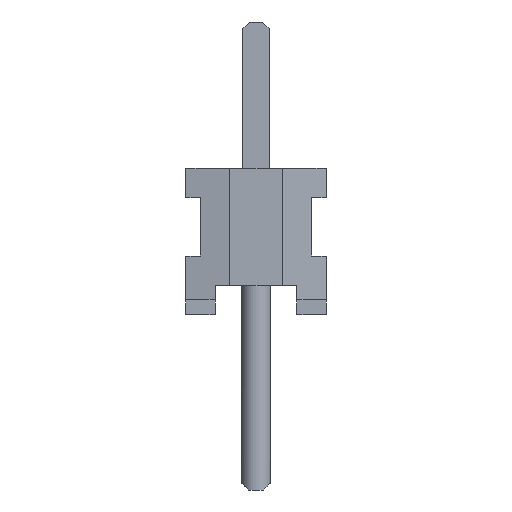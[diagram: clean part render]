
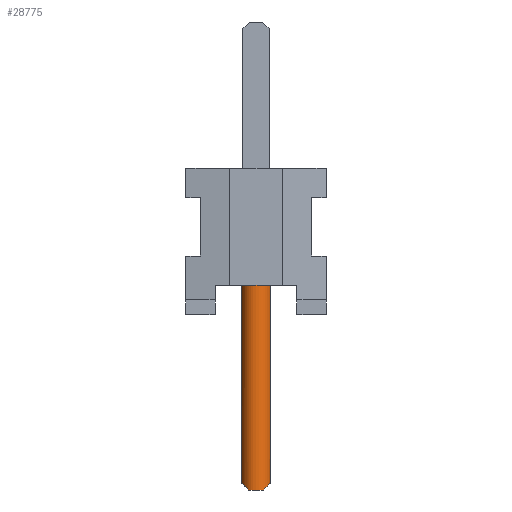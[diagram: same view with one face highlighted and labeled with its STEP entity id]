
A CAD part, left-side view. The second image highlights one B-rep face of the part: STEP entity #28775.
In plain terms, the highlighted cylindrical face has radius 0.254 mm (diameter 0.508 mm), a full revolution.
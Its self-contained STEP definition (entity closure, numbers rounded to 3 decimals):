
#27257 = EDGE_CURVE('',#27258,#27260,#27262,.T.);
#27258 = VERTEX_POINT('',#27259);
#27259 = CARTESIAN_POINT('',(-13.589,0.,1.27));
#27260 = VERTEX_POINT('',#27261);
#27261 = CARTESIAN_POINT('',(-13.115,0.127,1.27));
#27262 = CIRCLE('',#27263,0.254);
#27263 = AXIS2_PLACEMENT_3D('',#27264,#27265,#27266);
#27264 = CARTESIAN_POINT('',(-13.335,0.,1.27));
#27265 = DIRECTION('',(0.,0.,1.));
#27266 = DIRECTION('',(1.,0.,0.));
#27268 = EDGE_CURVE('',#27260,#27258,#27269,.T.);
#27269 = CIRCLE('',#27270,0.254);
#27270 = AXIS2_PLACEMENT_3D('',#27271,#27272,#27273);
#27271 = CARTESIAN_POINT('',(-13.335,0.,1.27));
#27272 = DIRECTION('',(0.,0.,1.));
#27273 = DIRECTION('',(1.,0.,0.));
#28775 = ADVANCED_FACE('',(#28776),#28822,.T.);
#28776 = FACE_BOUND('',#28777,.T.);
#28777 = EDGE_LOOP('',(#28778,#28779,#28786,#28795,#28804,#28813,#28820,
    #28821));
#28778 = ORIENTED_EDGE('',*,*,#27268,.F.);
#28779 = ORIENTED_EDGE('',*,*,#28780,.T.);
#28780 = EDGE_CURVE('',#27260,#28781,#28783,.T.);
#28781 = VERTEX_POINT('',#28782);
#28782 = CARTESIAN_POINT('',(-13.115,0.127,-3.048));
#28783 = B_SPLINE_CURVE_WITH_KNOTS('',1,(#28784,#28785),.UNSPECIFIED.,
  .F.,.F.,(2,2),(0.,4.318),.PIECEWISE_BEZIER_KNOTS.);
#28784 = CARTESIAN_POINT('',(-13.115,0.127,1.27));
#28785 = CARTESIAN_POINT('',(-13.115,0.127,-3.048));
#28786 = ORIENTED_EDGE('',*,*,#28787,.T.);
#28787 = EDGE_CURVE('',#28781,#28788,#28790,.T.);
#28788 = VERTEX_POINT('',#28789);
#28789 = CARTESIAN_POINT('',(-13.555,0.127,-3.048));
#28790 = ELLIPSE('',#28791,0.359,0.254);
#28791 = AXIS2_PLACEMENT_3D('',#28792,#28793,#28794);
#28792 = CARTESIAN_POINT('',(-13.335,0.,-3.175));
#28793 = DIRECTION('',(0.,-0.707,0.707));
#28794 = DIRECTION('',(0.,-0.707,-0.707));
#28795 = ORIENTED_EDGE('',*,*,#28796,.T.);
#28796 = EDGE_CURVE('',#28788,#28797,#28799,.T.);
#28797 = VERTEX_POINT('',#28798);
#28798 = CARTESIAN_POINT('',(-13.555,-0.127,-3.048));
#28799 = CIRCLE('',#28800,0.254);
#28800 = AXIS2_PLACEMENT_3D('',#28801,#28802,#28803);
#28801 = CARTESIAN_POINT('',(-13.335,0.,-3.048));
#28802 = DIRECTION('',(0.,0.,1.));
#28803 = DIRECTION('',(0.,-1.,0.));
#28804 = ORIENTED_EDGE('',*,*,#28805,.T.);
#28805 = EDGE_CURVE('',#28797,#28806,#28808,.T.);
#28806 = VERTEX_POINT('',#28807);
#28807 = CARTESIAN_POINT('',(-13.115,-0.127,-3.048));
#28808 = ELLIPSE('',#28809,0.359,0.254);
#28809 = AXIS2_PLACEMENT_3D('',#28810,#28811,#28812);
#28810 = CARTESIAN_POINT('',(-13.335,0.,-3.175));
#28811 = DIRECTION('',(0.,0.707,0.707));
#28812 = DIRECTION('',(0.,0.707,-0.707));
#28813 = ORIENTED_EDGE('',*,*,#28814,.T.);
#28814 = EDGE_CURVE('',#28806,#28781,#28815,.T.);
#28815 = CIRCLE('',#28816,0.254);
#28816 = AXIS2_PLACEMENT_3D('',#28817,#28818,#28819);
#28817 = CARTESIAN_POINT('',(-13.335,0.,-3.048));
#28818 = DIRECTION('',(0.,0.,1.));
#28819 = DIRECTION('',(0.,-1.,0.));
#28820 = ORIENTED_EDGE('',*,*,#28780,.F.);
#28821 = ORIENTED_EDGE('',*,*,#27257,.F.);
#28822 = CYLINDRICAL_SURFACE('',#28823,0.254);
#28823 = AXIS2_PLACEMENT_3D('',#28824,#28825,#28826);
#28824 = CARTESIAN_POINT('',(-13.335,0.,1.27));
#28825 = DIRECTION('',(0.,0.,-1.));
#28826 = DIRECTION('',(0.,1.,0.));
